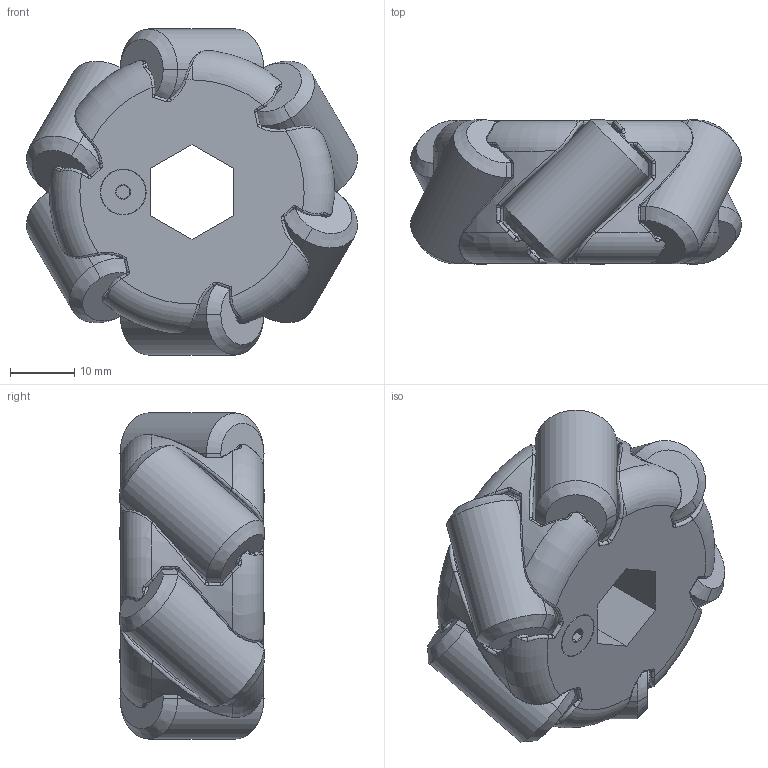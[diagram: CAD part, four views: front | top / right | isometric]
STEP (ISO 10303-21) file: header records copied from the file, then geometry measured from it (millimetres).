
FILE_DESCRIPTION (( 'STEP AP203' ), '1' );
FILE_NAME ('TTB-0010-RH.STEP', '2019-11-14T19:56:49', ( '' ), ( '' ), 'SwSTEP 2.0', 'SolidWorks 2018', '' );
FILE_SCHEMA (( 'CONFIG_CONTROL_DESIGN' ));
Length unit declared in the file: inch
Products named in the file (1): TTB-0010-RH
Bounding box: 51.6 x 22.45 x 50.8 mm (x, y, z)
Volume: 32356.3 mm3; surface area: 15341.3 mm2
Topology: 1 solids, 3 shells, 586 faces, 1458 edges, 886 vertices
Faces by surface type: cylinder 196, bspline 186, torus 82, cone 66, plane 56
Entity records: 30141 total; most frequent: CARTESIAN_POINT 17929, ORIENTED_EDGE 2916, DIRECTION 2194, EDGE_CURVE 1458, AXIS2_PLACEMENT_3D 965, VERTEX_POINT 886, EDGE_LOOP 608, ADVANCED_FACE 586
